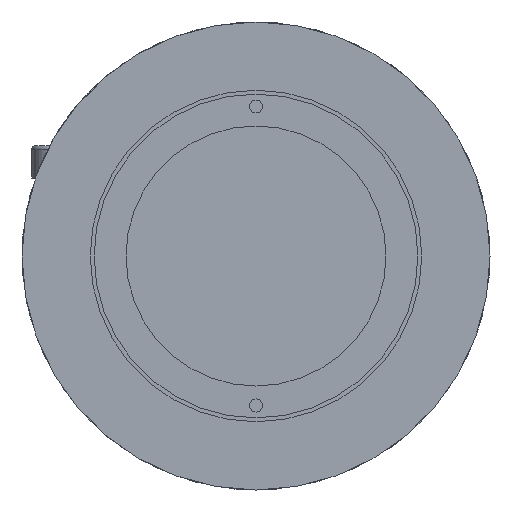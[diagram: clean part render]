
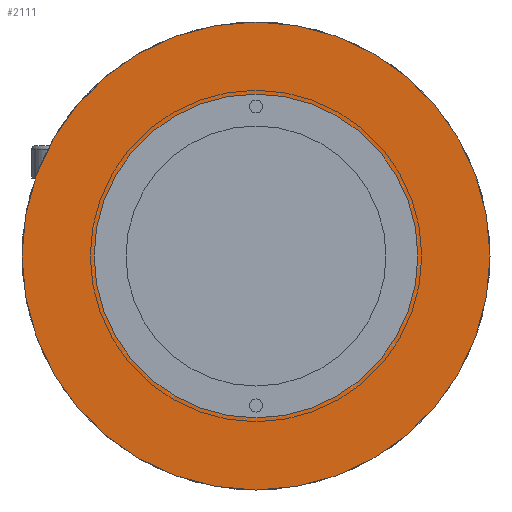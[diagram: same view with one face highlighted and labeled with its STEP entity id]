
A CAD part, left-side view. The second image highlights one B-rep face of the part: STEP entity #2111.
In plain terms, the highlighted planar face has unit normal (-1, 0, 0).
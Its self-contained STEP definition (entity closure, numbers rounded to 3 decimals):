
#80 = FACE_OUTER_BOUND ( 'NONE', #893, .T. ) ;
#81 = CIRCLE ( 'NONE', #2391, 18. ) ;
#116 = DIRECTION ( 'NONE',  ( 0., 0., 1. ) ) ;
#387 = PLANE ( 'NONE',  #928 ) ;
#579 = CARTESIAN_POINT ( 'NONE',  ( 0., 0., 18. ) ) ;
#599 = EDGE_LOOP ( 'NONE', ( #2395, #2170 ) ) ;
#600 = DIRECTION ( 'NONE',  ( 0., 0., -1. ) ) ;
#642 = DIRECTION ( 'NONE',  ( -1., 0., 0. ) ) ;
#710 = DIRECTION ( 'NONE',  ( -1., 0., 0. ) ) ;
#719 = CARTESIAN_POINT ( 'NONE',  ( 0., 0., -12.45 ) ) ;
#816 = CIRCLE ( 'NONE', #888, 12.45 ) ;
#888 = AXIS2_PLACEMENT_3D ( 'NONE', #1950, #710, #2191 ) ;
#893 = EDGE_LOOP ( 'NONE', ( #2088, #2015 ) ) ;
#928 = AXIS2_PLACEMENT_3D ( 'NONE', #1637, #1848, #600 ) ;
#1255 = CARTESIAN_POINT ( 'NONE',  ( 0., 0., 0. ) ) ;
#1318 = CARTESIAN_POINT ( 'NONE',  ( 0., 0., -18. ) ) ;
#1321 = VERTEX_POINT ( 'NONE', #2030 ) ;
#1371 = CIRCLE ( 'NONE', #1934, 12.45 ) ;
#1380 = DIRECTION ( 'NONE',  ( -1., 0., 0. ) ) ;
#1395 = VERTEX_POINT ( 'NONE', #579 ) ;
#1479 = DIRECTION ( 'NONE',  ( 0., 0., 1. ) ) ;
#1637 = CARTESIAN_POINT ( 'NONE',  ( 0., 18., 0. ) ) ;
#1696 = EDGE_CURVE ( 'NONE', #1395, #2734, #81, .T. ) ;
#1848 = DIRECTION ( 'NONE',  ( 1., 0., 0. ) ) ;
#1883 = CARTESIAN_POINT ( 'NONE',  ( 0., 0., 0. ) ) ;
#1934 = AXIS2_PLACEMENT_3D ( 'NONE', #1255, #2759, #1479 ) ;
#1950 = CARTESIAN_POINT ( 'NONE',  ( 0., 0., 0. ) ) ;
#1988 = EDGE_CURVE ( 'NONE', #2734, #1395, #2621, .T. ) ;
#2015 = ORIENTED_EDGE ( 'NONE', *, *, #1988, .T. ) ;
#2030 = CARTESIAN_POINT ( 'NONE',  ( 0., 0., 12.45 ) ) ;
#2088 = ORIENTED_EDGE ( 'NONE', *, *, #1696, .T. ) ;
#2111 = ADVANCED_FACE ( 'NONE', ( #2332, #80 ), #387, .F. ) ;
#2116 = DIRECTION ( 'NONE',  ( 0., 0., 1. ) ) ;
#2170 = ORIENTED_EDGE ( 'NONE', *, *, #2763, .F. ) ;
#2191 = DIRECTION ( 'NONE',  ( 0., 0., 1. ) ) ;
#2332 = FACE_BOUND ( 'NONE', #599, .T. ) ;
#2338 = EDGE_CURVE ( 'NONE', #1321, #2775, #1371, .T. ) ;
#2391 = AXIS2_PLACEMENT_3D ( 'NONE', #1883, #642, #2116 ) ;
#2395 = ORIENTED_EDGE ( 'NONE', *, *, #2338, .F. ) ;
#2621 = CIRCLE ( 'NONE', #2751, 18. ) ;
#2669 = CARTESIAN_POINT ( 'NONE',  ( 0., 0., 0. ) ) ;
#2734 = VERTEX_POINT ( 'NONE', #1318 ) ;
#2751 = AXIS2_PLACEMENT_3D ( 'NONE', #2669, #1380, #116 ) ;
#2759 = DIRECTION ( 'NONE',  ( -1., 0., 0. ) ) ;
#2763 = EDGE_CURVE ( 'NONE', #2775, #1321, #816, .T. ) ;
#2775 = VERTEX_POINT ( 'NONE', #719 ) ;
